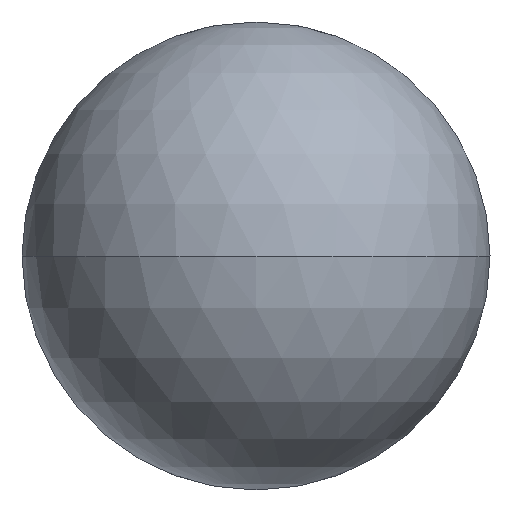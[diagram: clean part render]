
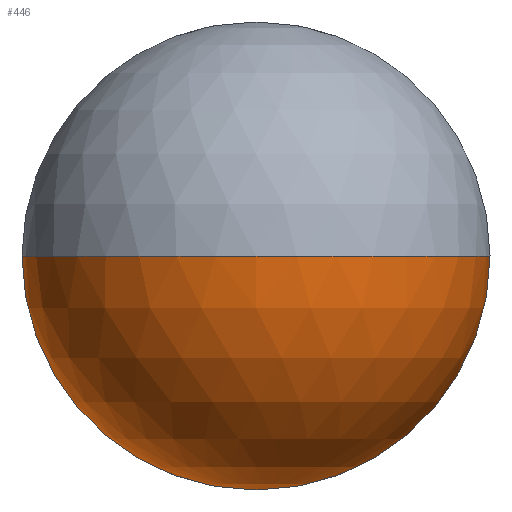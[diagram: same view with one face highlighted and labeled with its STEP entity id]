
A CAD part, front view. The second image highlights one B-rep face of the part: STEP entity #446.
In plain terms, the highlighted spherical face has radius 6.35 mm.
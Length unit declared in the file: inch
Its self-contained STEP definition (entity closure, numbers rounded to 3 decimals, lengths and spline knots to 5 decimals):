
#2 = DIRECTION ( 'NONE',  ( 1., 0., 0. ) ) ;
#6 = AXIS2_PLACEMENT_3D ( 'NONE', #441, #399, #43 ) ;
#26 = ORIENTED_EDGE ( 'NONE', *, *, #353, .T. ) ;
#43 = DIRECTION ( 'NONE',  ( -1., 0., 0. ) ) ;
#53 = DIRECTION ( 'NONE',  ( -1., 0., 0. ) ) ;
#63 = CARTESIAN_POINT ( 'NONE',  ( 0.25, 0.25, 0. ) ) ;
#66 = AXIS2_PLACEMENT_3D ( 'NONE', #346, #106, #53 ) ;
#106 = DIRECTION ( 'NONE',  ( 0., 0., -1. ) ) ;
#114 = EDGE_CURVE ( 'NONE', #226, #342, #395, .T. ) ;
#115 = DIRECTION ( 'NONE',  ( 0., -1., 0. ) ) ;
#118 = AXIS2_PLACEMENT_3D ( 'NONE', #401, #398, #2 ) ;
#147 = VERTEX_POINT ( 'NONE', #63 ) ;
#156 = DIRECTION ( 'NONE',  ( 0., -1., 0. ) ) ;
#158 = CIRCLE ( 'NONE', #6, 0.25 ) ;
#177 = ORIENTED_EDGE ( 'NONE', *, *, #500, .T. ) ;
#192 = EDGE_CURVE ( 'NONE', #226, #376, #347, .T. ) ;
#197 = CARTESIAN_POINT ( 'NONE',  ( 0., 0.25, 0. ) ) ;
#202 = CARTESIAN_POINT ( 'NONE',  ( 0., 0.25, -0.25 ) ) ;
#225 = FACE_OUTER_BOUND ( 'NONE', #296, .T. ) ;
#226 = VERTEX_POINT ( 'NONE', #444 ) ;
#265 = ORIENTED_EDGE ( 'NONE', *, *, #114, .T. ) ;
#270 = DIRECTION ( 'NONE',  ( 0., 0., -1. ) ) ;
#296 = EDGE_LOOP ( 'NONE', ( #265, #177, #26, #420 ) ) ;
#342 = VERTEX_POINT ( 'NONE', #202 ) ;
#346 = CARTESIAN_POINT ( 'NONE',  ( 0., 0.25, 0. ) ) ;
#347 = CIRCLE ( 'NONE', #118, 0.25 ) ;
#353 = EDGE_CURVE ( 'NONE', #147, #376, #158, .T. ) ;
#369 = CARTESIAN_POINT ( 'NONE',  ( 0., 0., 0. ) ) ;
#376 = VERTEX_POINT ( 'NONE', #369 ) ;
#395 = CIRCLE ( 'NONE', #471, 0.25 ) ;
#398 = DIRECTION ( 'NONE',  ( 0., 0., 1. ) ) ;
#399 = DIRECTION ( 'NONE',  ( 0., 0., -1. ) ) ;
#401 = CARTESIAN_POINT ( 'NONE',  ( 0., 0.25, 0. ) ) ;
#417 = SPHERICAL_SURFACE ( 'NONE', #66, 0.25 ) ;
#420 = ORIENTED_EDGE ( 'NONE', *, *, #192, .F. ) ;
#436 = DIRECTION ( 'NONE',  ( 0., 0., -1. ) ) ;
#441 = CARTESIAN_POINT ( 'NONE',  ( 0., 0.25, 0. ) ) ;
#444 = CARTESIAN_POINT ( 'NONE',  ( -0.25, 0.25, 0. ) ) ;
#445 = AXIS2_PLACEMENT_3D ( 'NONE', #197, #156, #270 ) ;
#446 = ADVANCED_FACE ( 'NONE', ( #225 ), #417, .T. ) ;
#471 = AXIS2_PLACEMENT_3D ( 'NONE', #515, #115, #436 ) ;
#500 = EDGE_CURVE ( 'NONE', #342, #147, #506, .T. ) ;
#506 = CIRCLE ( 'NONE', #445, 0.25 ) ;
#515 = CARTESIAN_POINT ( 'NONE',  ( 0., 0.25, 0. ) ) ;
